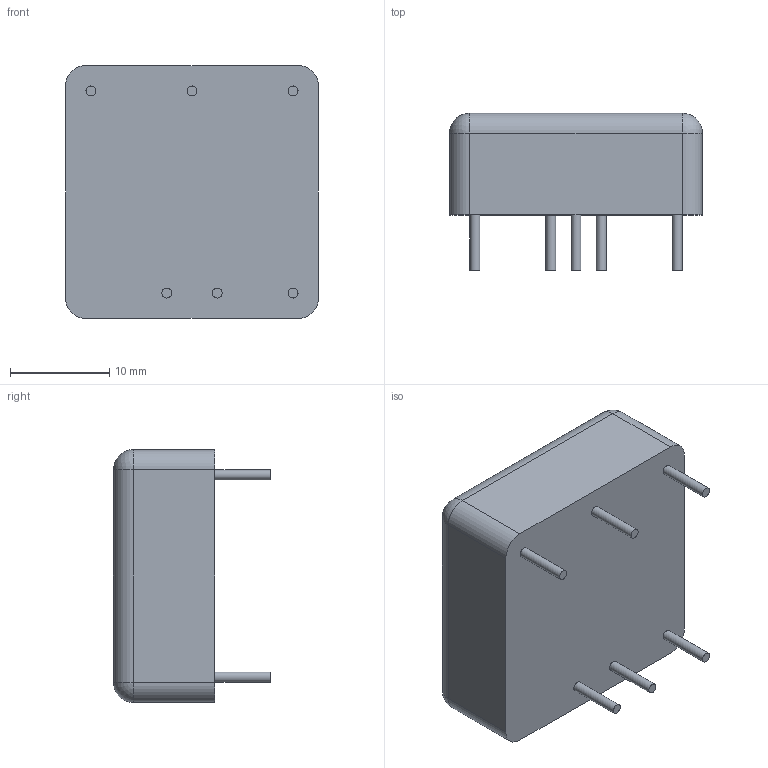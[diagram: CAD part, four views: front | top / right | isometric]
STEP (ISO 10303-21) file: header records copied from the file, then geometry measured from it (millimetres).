
FILE_DESCRIPTION(/* description */ (''),/* implementation_level */ '2;1');
FILE_NAME(/* name */ 'DC-DC Converter.stp',/* time_stamp */ '2024-08-01T17:52:41-07:00',/* author */ ('ADA'),/* organization */ (''),/* preprocessor_version */ 'ST-DEVELOPER v18.1',/* originating_system */ 'Autodesk Inventor 2022',/* authorisation */ '');
FILE_SCHEMA (('AUTOMOTIVE_DESIGN { 1 0 10303 214 3 1 1 }'));
Length unit declared in the file: millimetre
Products named in the file (1): DC-DC Converter
Bounding box: 25.4 x 15.8 x 25.4 mm (x, y, z)
Volume: 6490.1 mm3; surface area: 2304.3 mm2
Topology: 1 solids, 1 shells, 30 faces, 54 edges, 32 vertices
Faces by surface type: cylinder 14, plane 12, sphere 4
Full cylindrical faces by diameter (mm): 1 x6
Entity records: 809 total; most frequent: DIRECTION 144, CARTESIAN_POINT 118, ORIENTED_EDGE 108, AXIS2_PLACEMENT_3D 59, EDGE_CURVE 54, EDGE_LOOP 36, VERTEX_POINT 32, FACE_OUTER_BOUND 30
